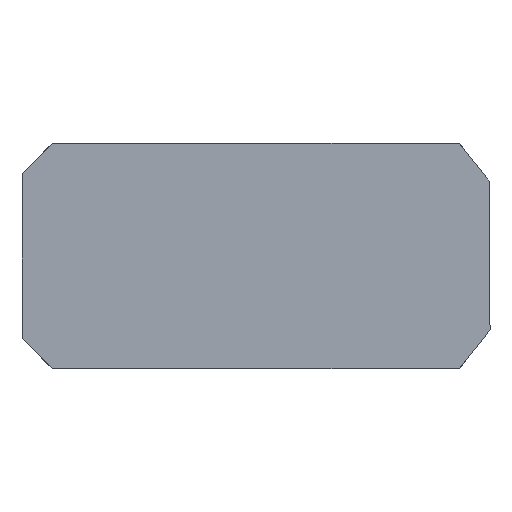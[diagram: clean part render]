
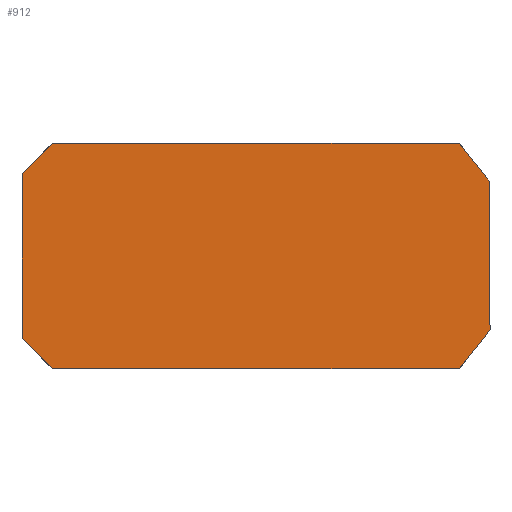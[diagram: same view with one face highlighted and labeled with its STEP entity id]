
A CAD part, top view. The second image highlights one B-rep face of the part: STEP entity #912.
In plain terms, the highlighted planar face has unit normal (0, 0, 1).
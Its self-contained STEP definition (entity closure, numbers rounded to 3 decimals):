
#3 = ORIENTED_EDGE ( 'NONE', *, *, #742, .F. ) ;
#13 = PLANE ( 'NONE',  #556 ) ;
#70 = CARTESIAN_POINT ( 'NONE',  ( -1321.502, 997.5, 265. ) ) ;
#72 = EDGE_CURVE ( 'NONE', #1203, #740, #1254, .T. ) ;
#94 = ORIENTED_EDGE ( 'NONE', *, *, #200, .F. ) ;
#107 = DIRECTION ( 'NONE',  ( -1., 0., 0. ) ) ;
#188 = CARTESIAN_POINT ( 'NONE',  ( -1321.502, 997.5, 265. ) ) ;
#200 = EDGE_CURVE ( 'NONE', #1180, #915, #959, .T. ) ;
#223 = VECTOR ( 'NONE', #333, 1000. ) ;
#243 = FACE_OUTER_BOUND ( 'NONE', #498, .T. ) ;
#254 = CARTESIAN_POINT ( 'NONE',  ( 1518.498, 745., 265. ) ) ;
#258 = LINE ( 'NONE', #70, #445 ) ;
#288 = EDGE_CURVE ( 'NONE', #1100, #305, #567, .T. ) ;
#305 = VERTEX_POINT ( 'NONE', #1253 ) ;
#317 = VECTOR ( 'NONE', #338, 1000. ) ;
#333 = DIRECTION ( 'NONE',  ( 0., -1., 0. ) ) ;
#337 = DIRECTION ( 'NONE',  ( 0., 0., -1. ) ) ;
#338 = DIRECTION ( 'NONE',  ( -0.621, -0.784, 0. ) ) ;
#400 = VERTEX_POINT ( 'NONE', #770 ) ;
#418 = VECTOR ( 'NONE', #107, 1000. ) ;
#431 = EDGE_CURVE ( 'NONE', #400, #1180, #654, .T. ) ;
#435 = CARTESIAN_POINT ( 'NONE',  ( -1520., -269.002, 265. ) ) ;
#442 = VECTOR ( 'NONE', #849, 1000. ) ;
#445 = VECTOR ( 'NONE', #1134, 1000. ) ;
#477 = DIRECTION ( 'NONE',  ( 0., -1., 0. ) ) ;
#498 = EDGE_LOOP ( 'NONE', ( #1444, #1154, #1349, #3, #1091, #512, #94, #596 ) ) ;
#503 = VERTEX_POINT ( 'NONE', #928 ) ;
#512 = ORIENTED_EDGE ( 'NONE', *, *, #575, .F. ) ;
#522 = DIRECTION ( 'NONE',  ( 1., 0., 0. ) ) ;
#556 = AXIS2_PLACEMENT_3D ( 'NONE', #572, #337, #477 ) ;
#567 = LINE ( 'NONE', #907, #317 ) ;
#572 = CARTESIAN_POINT ( 'NONE',  ( -1.502, 265., 265. ) ) ;
#575 = EDGE_CURVE ( 'NONE', #915, #1100, #588, .T. ) ;
#588 = LINE ( 'NONE', #1420, #442 ) ;
#596 = ORIENTED_EDGE ( 'NONE', *, *, #431, .F. ) ;
#654 = LINE ( 'NONE', #188, #855 ) ;
#733 = CARTESIAN_POINT ( 'NONE',  ( 1518.498, -215., 265. ) ) ;
#740 = VERTEX_POINT ( 'NONE', #435 ) ;
#742 = EDGE_CURVE ( 'NONE', #305, #1203, #1148, .T. ) ;
#770 = CARTESIAN_POINT ( 'NONE',  ( -1321.502, 997.5, 265. ) ) ;
#800 = DIRECTION ( 'NONE',  ( -0.707, 0.707, 0. ) ) ;
#824 = EDGE_CURVE ( 'NONE', #503, #740, #1188, .T. ) ;
#825 = CARTESIAN_POINT ( 'NONE',  ( -1520., 265., 265. ) ) ;
#849 = DIRECTION ( 'NONE',  ( 0., -1., 0. ) ) ;
#855 = VECTOR ( 'NONE', #522, 1000. ) ;
#907 = CARTESIAN_POINT ( 'NONE',  ( 1318.498, -467.5, 265. ) ) ;
#911 = CARTESIAN_POINT ( 'NONE',  ( 1518.498, 745., 265. ) ) ;
#912 = ADVANCED_FACE ( 'NONE', ( #243 ), #13, .F. ) ;
#914 = CARTESIAN_POINT ( 'NONE',  ( -1521.502, -267.5, 265. ) ) ;
#915 = VERTEX_POINT ( 'NONE', #911 ) ;
#928 = CARTESIAN_POINT ( 'NONE',  ( -1520., 799.002, 265. ) ) ;
#951 = CARTESIAN_POINT ( 'NONE',  ( 1318.498, -467.5, 265. ) ) ;
#959 = LINE ( 'NONE', #254, #1422 ) ;
#1018 = CARTESIAN_POINT ( 'NONE',  ( -1321.502, -467.5, 265. ) ) ;
#1046 = VECTOR ( 'NONE', #800, 1000. ) ;
#1091 = ORIENTED_EDGE ( 'NONE', *, *, #288, .F. ) ;
#1100 = VERTEX_POINT ( 'NONE', #733 ) ;
#1122 = EDGE_CURVE ( 'NONE', #503, #400, #258, .T. ) ;
#1134 = DIRECTION ( 'NONE',  ( 0.707, 0.707, 0. ) ) ;
#1148 = LINE ( 'NONE', #951, #418 ) ;
#1154 = ORIENTED_EDGE ( 'NONE', *, *, #824, .T. ) ;
#1180 = VERTEX_POINT ( 'NONE', #1361 ) ;
#1188 = LINE ( 'NONE', #825, #223 ) ;
#1203 = VERTEX_POINT ( 'NONE', #1018 ) ;
#1253 = CARTESIAN_POINT ( 'NONE',  ( 1318.498, -467.5, 265. ) ) ;
#1254 = LINE ( 'NONE', #914, #1046 ) ;
#1349 = ORIENTED_EDGE ( 'NONE', *, *, #72, .F. ) ;
#1361 = CARTESIAN_POINT ( 'NONE',  ( 1318.498, 997.5, 265. ) ) ;
#1409 = DIRECTION ( 'NONE',  ( 0.621, -0.784, 0. ) ) ;
#1420 = CARTESIAN_POINT ( 'NONE',  ( 1518.498, 265., 265. ) ) ;
#1422 = VECTOR ( 'NONE', #1409, 1000. ) ;
#1444 = ORIENTED_EDGE ( 'NONE', *, *, #1122, .F. ) ;
